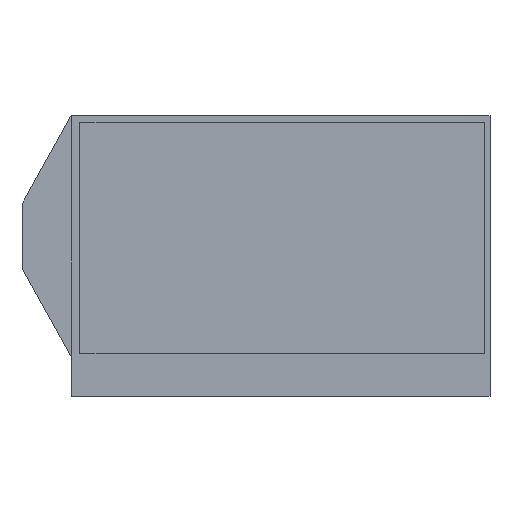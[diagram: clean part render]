
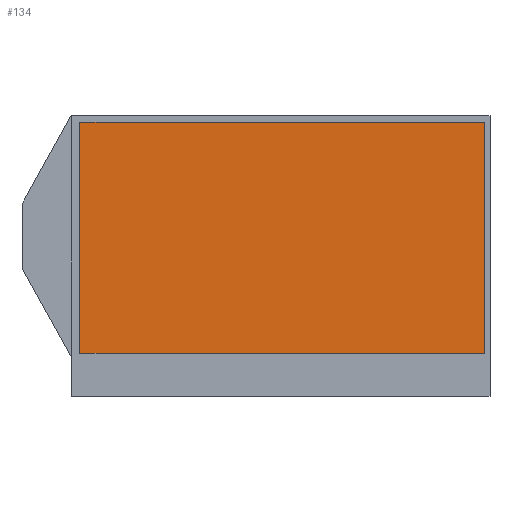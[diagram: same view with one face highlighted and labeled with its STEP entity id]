
A CAD part, top view. The second image highlights one B-rep face of the part: STEP entity #134.
In plain terms, the highlighted planar face has unit normal (0, 0, 1).
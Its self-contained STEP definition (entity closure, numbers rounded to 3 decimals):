
#134=ADVANCED_FACE('',(#307),#309,.T.);
#307=FACE_BOUND('',#308,.T.);
#308=EDGE_LOOP('',(#443,#444,#445,#446));
#309=PLANE('',#310);
#310=AXIS2_PLACEMENT_3D('',#311,#312,#313);
#311=CARTESIAN_POINT('',(0.,0.,4.799));
#312=DIRECTION('',(0.,0.,1.));
#313=DIRECTION('',(1.,0.,0.));
#443=ORIENTED_EDGE('',*,*,#500,.T.);
#444=ORIENTED_EDGE('',*,*,#498,.T.);
#445=ORIENTED_EDGE('',*,*,#496,.T.);
#446=ORIENTED_EDGE('',*,*,#494,.T.);
#494=EDGE_CURVE('',#546,#544,#547,.T.);
#496=EDGE_CURVE('',#549,#546,#550,.T.);
#498=EDGE_CURVE('',#552,#549,#553,.T.);
#500=EDGE_CURVE('',#544,#552,#555,.T.);
#544=VERTEX_POINT('',#632);
#546=VERTEX_POINT('',#636);
#547=LINE('',#637,#638);
#549=VERTEX_POINT('',#643);
#550=LINE('',#644,#645);
#552=VERTEX_POINT('',#650);
#553=LINE('',#651,#652);
#555=LINE('',#657,#658);
#632=CARTESIAN_POINT('',(8.028,0.475,4.799));
#636=CARTESIAN_POINT('',(8.028,32.475,4.799));
#637=CARTESIAN_POINT('',(8.028,32.475,4.799));
#638=VECTOR('',#639,1.);
#639=DIRECTION('',(0.,-1.,0.));
#643=CARTESIAN_POINT('',(64.028,32.475,4.799));
#644=CARTESIAN_POINT('',(64.028,32.475,4.799));
#645=VECTOR('',#646,1.);
#646=DIRECTION('',(-1.,0.,0.));
#650=CARTESIAN_POINT('',(64.028,0.475,4.799));
#651=CARTESIAN_POINT('',(64.028,0.475,4.799));
#652=VECTOR('',#653,1.);
#653=DIRECTION('',(0.,1.,0.));
#657=CARTESIAN_POINT('',(8.028,0.475,4.799));
#658=VECTOR('',#659,1.);
#659=DIRECTION('',(1.,0.,0.));
